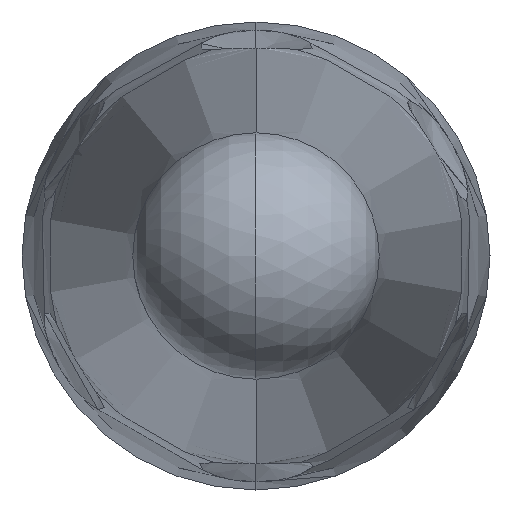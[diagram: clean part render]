
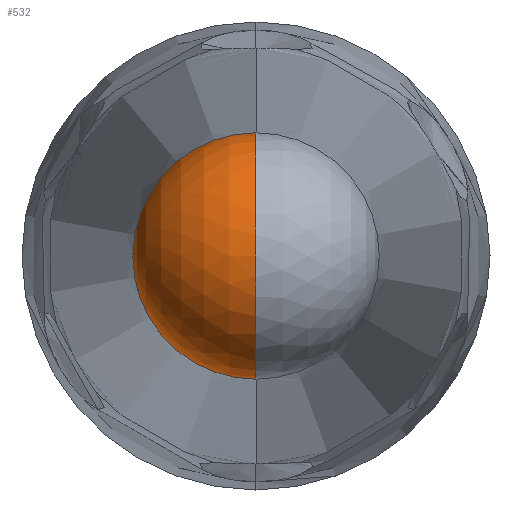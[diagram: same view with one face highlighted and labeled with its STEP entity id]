
A CAD part, left-side view. The second image highlights one B-rep face of the part: STEP entity #532.
In plain terms, the highlighted spherical face has radius 2.69 mm.
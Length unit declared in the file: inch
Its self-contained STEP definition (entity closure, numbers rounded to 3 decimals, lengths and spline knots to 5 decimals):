
#376 = EDGE_CURVE ( 'NONE', #538, #690, #7084, .T. ) ;
#389 = EDGE_CURVE ( 'NONE', #701, #538, #7326, .T. ) ;
#507 = EDGE_LOOP ( 'NONE', ( #534, #533, #514 ) ) ;
#514 = ORIENTED_EDGE ( 'NONE', *, *, #376, .F. ) ;
#532 = ADVANCED_FACE ( 'NONE', ( #7294 ), #7202, .T. ) ;
#533 = ORIENTED_EDGE ( 'NONE', *, *, #535, .T. ) ;
#534 = ORIENTED_EDGE ( 'NONE', *, *, #389, .F. ) ;
#535 = EDGE_CURVE ( 'NONE', #701, #690, #7191, .T. ) ;
#538 = VERTEX_POINT ( 'NONE', #7287 ) ;
#690 = VERTEX_POINT ( 'NONE', #1371 ) ;
#701 = VERTEX_POINT ( 'NONE', #1466 ) ;
#1371 = CARTESIAN_POINT ( 'NONE',  ( -2.64807, 0., 0.10583 ) ) ;
#1466 = CARTESIAN_POINT ( 'NONE',  ( -2.75, 0., 0. ) ) ;
#7084 = CIRCLE ( 'NONE', #7135, 0.10583 ) ;
#7090 = CARTESIAN_POINT ( 'NONE',  ( -2.64807, 0., 0. ) ) ;
#7108 = DIRECTION ( 'NONE',  ( 0., 0., -1. ) ) ;
#7109 = DIRECTION ( 'NONE',  ( 1., 0., 0. ) ) ;
#7135 = AXIS2_PLACEMENT_3D ( 'NONE', #7090, #7109, #7108 ) ;
#7191 = CIRCLE ( 'NONE', #7289, 0.1059 ) ;
#7202 = SPHERICAL_SURFACE ( 'NONE', #7347, 0.1059 ) ;
#7269 = DIRECTION ( 'NONE',  ( 0., -1., 0. ) ) ;
#7284 = DIRECTION ( 'NONE',  ( 0., 0., 1. ) ) ;
#7285 = DIRECTION ( 'NONE',  ( 0., 1., 0. ) ) ;
#7286 = CARTESIAN_POINT ( 'NONE',  ( -2.6441, 0., 0. ) ) ;
#7287 = CARTESIAN_POINT ( 'NONE',  ( -2.64807, 0., -0.10583 ) ) ;
#7289 = AXIS2_PLACEMENT_3D ( 'NONE', #7286, #7285, #7284 ) ;
#7290 = DIRECTION ( 'NONE',  ( 0., 0., -1. ) ) ;
#7292 = DIRECTION ( 'NONE',  ( 0., 1., 0. ) ) ;
#7293 = CARTESIAN_POINT ( 'NONE',  ( -2.6441, 0., 0. ) ) ;
#7294 = FACE_OUTER_BOUND ( 'NONE', #507, .T. ) ;
#7315 = AXIS2_PLACEMENT_3D ( 'NONE', #7373, #7269, #7319 ) ;
#7319 = DIRECTION ( 'NONE',  ( 0., 0., -1. ) ) ;
#7326 = CIRCLE ( 'NONE', #7315, 0.1059 ) ;
#7347 = AXIS2_PLACEMENT_3D ( 'NONE', #7293, #7292, #7290 ) ;
#7373 = CARTESIAN_POINT ( 'NONE',  ( -2.6441, 0., 0. ) ) ;
